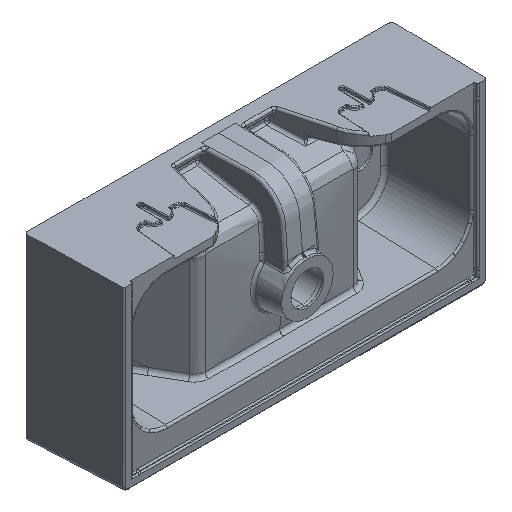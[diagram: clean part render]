
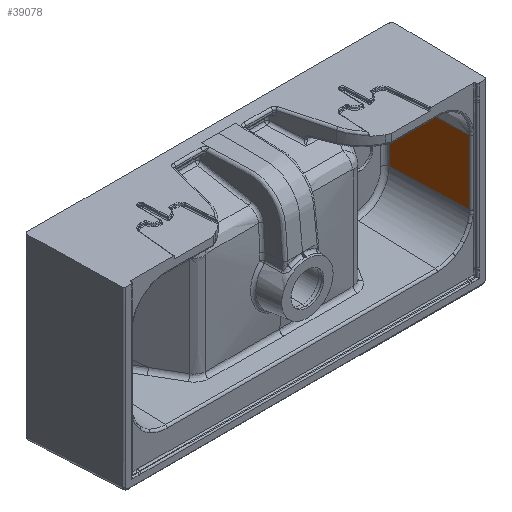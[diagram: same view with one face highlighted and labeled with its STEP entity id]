
A CAD part, isometric view. The second image highlights one B-rep face of the part: STEP entity #39078.
In plain terms, the highlighted free-form (B-spline) face has degree [1, 1] with [2, 2] control points.
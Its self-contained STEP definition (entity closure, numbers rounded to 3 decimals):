
#404 = CARTESIAN_POINT ( 'NONE',  ( 228.706, -18.975, 34.547 ) ) ;
#1598 = CARTESIAN_POINT ( 'NONE',  ( 232.437, -125.836, -30.041 ) ) ;
#2483 = CARTESIAN_POINT ( 'NONE',  ( 229.677, -46.784, 56.113 ) ) ;
#3231 = EDGE_CURVE ( 'NONE', #49631, #9007, #38107, .T. ) ;
#4338 = CARTESIAN_POINT ( 'NONE',  ( 228.707, -19.02, 21.63 ) ) ;
#6504 = VERTEX_POINT ( 'NONE', #13459 ) ;
#6933 = VERTEX_POINT ( 'NONE', #22398 ) ;
#7811 = CARTESIAN_POINT ( 'NONE',  ( 232.437, -125.836, 58.5 ) ) ;
#9007 = VERTEX_POINT ( 'NONE', #16314 ) ;
#11403 = CARTESIAN_POINT ( 'NONE',  ( 229.5, -41.725, 53.555 ) ) ;
#12185 = VERTEX_POINT ( 'NONE', #23979 ) ;
#12466 = CARTESIAN_POINT ( 'NONE',  ( 228.703, -18.911, 47.465 ) ) ;
#13360 = ORIENTED_EDGE ( 'NONE', *, *, #48242, .F. ) ;
#13459 = CARTESIAN_POINT ( 'NONE',  ( 232.437, -125.836, -30.041 ) ) ;
#14371 = CARTESIAN_POINT ( 'NONE',  ( 228.709, -19.076, -30.041 ) ) ;
#14638 = CARTESIAN_POINT ( 'NONE',  ( 232.437, -125.836, -30.041 ) ) ;
#15686 = CARTESIAN_POINT ( 'NONE',  ( 228.681, -18.269, -30.041 ) ) ;
#16314 = CARTESIAN_POINT ( 'NONE',  ( 229.779, -49.718, 58.5 ) ) ;
#18361 = CARTESIAN_POINT ( 'NONE',  ( 229.437, -39.91, 53.013 ) ) ;
#18718 = CARTESIAN_POINT ( 'NONE',  ( 229.437, -39.91, 53.013 ) ) ;
#19071 = EDGE_CURVE ( 'NONE', #6933, #12185, #29275, .T. ) ;
#19485 = CARTESIAN_POINT ( 'NONE',  ( 229.649, -45.987, 55.598 ) ) ;
#20208 = CARTESIAN_POINT ( 'NONE',  ( 232.437, -125.836, 58.5 ) ) ;
#21979 = ORIENTED_EDGE ( 'NONE', *, *, #3231, .F. ) ;
#22374 = CARTESIAN_POINT ( 'NONE',  ( 229.437, -39.91, 53.013 ) ) ;
#22383 = CARTESIAN_POINT ( 'NONE',  ( 229.469, -40.825, 53.255 ) ) ;
#22398 = CARTESIAN_POINT ( 'NONE',  ( 228.709, -19.076, -30.041 ) ) ;
#23017 = B_SPLINE_SURFACE_WITH_KNOTS ( 'NONE', 1, 1, ( 
 ( #46873, #7811 ),
 ( #15686, #43711 ) ),
 .UNSPECIFIED., .F., .F., .F.,
 ( 2, 2 ),
 ( 2, 2 ),
 ( 0., 1. ),
 ( 0., 1. ),
 .UNSPECIFIED. ) ;
#23305 = B_SPLINE_CURVE_WITH_KNOTS ( 'NONE', 1,
 ( #14638, #14371 ),
 .UNSPECIFIED., .F., .F.,
 ( 2, 2 ),
 ( -1., 0. ),
 .UNSPECIFIED. ) ;
#23979 = CARTESIAN_POINT ( 'NONE',  ( 228.703, -18.911, 47.465 ) ) ;
#25021 = B_SPLINE_CURVE_WITH_KNOTS ( 'NONE', 1,
 ( #41794, #22374 ),
 .UNSPECIFIED., .F., .F.,
 ( 2, 2 ),
 ( -1., 0. ),
 .UNSPECIFIED. ) ;
#26256 = CARTESIAN_POINT ( 'NONE',  ( 232.437, -125.836, 58.5 ) ) ;
#26825 = CARTESIAN_POINT ( 'NONE',  ( 229.561, -43.48, 54.264 ) ) ;
#29275 = B_SPLINE_CURVE_WITH_KNOTS ( 'NONE', 3,
 ( #45467, #36309, #40255, #4338, #404, #12466 ),
 .UNSPECIFIED., .F., .F.,
 ( 4, 2, 4 ),
 ( 0., 0.5, 1. ),
 .UNSPECIFIED. ) ;
#29297 = ORIENTED_EDGE ( 'NONE', *, *, #19071, .F. ) ;
#30199 = ORIENTED_EDGE ( 'NONE', *, *, #49503, .F. ) ;
#32194 = CARTESIAN_POINT ( 'NONE',  ( 232.437, -125.836, 58.5 ) ) ;
#32822 = EDGE_CURVE ( 'NONE', #12185, #49631, #25021, .T. ) ;
#34703 = CARTESIAN_POINT ( 'NONE',  ( 229.779, -49.718, 58.5 ) ) ;
#35367 = CARTESIAN_POINT ( 'NONE',  ( 229.779, -49.718, 58.5 ) ) ;
#36309 = CARTESIAN_POINT ( 'NONE',  ( 228.709, -19.084, -17.123 ) ) ;
#36508 = B_SPLINE_CURVE_WITH_KNOTS ( 'NONE', 1,
 ( #35367, #32194 ),
 .UNSPECIFIED., .F., .F.,
 ( 2, 2 ),
 ( -1., 0. ),
 .UNSPECIFIED. ) ;
#37689 = ORIENTED_EDGE ( 'NONE', *, *, #48030, .F. ) ;
#37778 = CARTESIAN_POINT ( 'NONE',  ( 232.437, -125.836, 28.987 ) ) ;
#37779 = EDGE_LOOP ( 'NONE', ( #21979, #46579, #29297, #13360, #30199, #37689 ) ) ;
#38107 = B_SPLINE_CURVE_WITH_KNOTS ( 'NONE', 3,
 ( #18718, #22383, #11403, #26825, #51480, #19485, #2483, #39180, #43096, #34703 ),
 .UNSPECIFIED., .F., .F.,
 ( 4, 2, 2, 2, 4 ),
 ( 0., 0.25, 0.5, 0.75, 1. ),
 .UNSPECIFIED. ) ;
#39078 = ADVANCED_FACE ( 'NONE', ( #39791 ), #23017, .F. ) ;
#39180 = CARTESIAN_POINT ( 'NONE',  ( 229.73, -48.307, 57.237 ) ) ;
#39791 = FACE_OUTER_BOUND ( 'NONE', #37779, .T. ) ;
#40255 = CARTESIAN_POINT ( 'NONE',  ( 228.709, -19.075, -4.206 ) ) ;
#41794 = CARTESIAN_POINT ( 'NONE',  ( 228.703, -18.911, 47.465 ) ) ;
#43096 = CARTESIAN_POINT ( 'NONE',  ( 229.755, -49.033, 57.847 ) ) ;
#43711 = CARTESIAN_POINT ( 'NONE',  ( 228.681, -18.269, 58.5 ) ) ;
#45467 = CARTESIAN_POINT ( 'NONE',  ( 228.709, -19.076, -30.041 ) ) ;
#45785 = B_SPLINE_CURVE_WITH_KNOTS ( 'NONE', 3,
 ( #20208, #37778, #46402, #1598 ),
 .UNSPECIFIED., .F., .F.,
 ( 4, 4 ),
 ( 0., 0.094 ),
 .UNSPECIFIED. ) ;
#46402 = CARTESIAN_POINT ( 'NONE',  ( 232.437, -125.836, -0.527 ) ) ;
#46579 = ORIENTED_EDGE ( 'NONE', *, *, #32822, .F. ) ;
#46873 = CARTESIAN_POINT ( 'NONE',  ( 232.437, -125.836, -30.041 ) ) ;
#48030 = EDGE_CURVE ( 'NONE', #9007, #51630, #36508, .T. ) ;
#48242 = EDGE_CURVE ( 'NONE', #6504, #6933, #23305, .T. ) ;
#49503 = EDGE_CURVE ( 'NONE', #51630, #6504, #45785, .T. ) ;
#49631 = VERTEX_POINT ( 'NONE', #18361 ) ;
#51480 = CARTESIAN_POINT ( 'NONE',  ( 229.591, -44.335, 54.674 ) ) ;
#51630 = VERTEX_POINT ( 'NONE', #26256 ) ;
